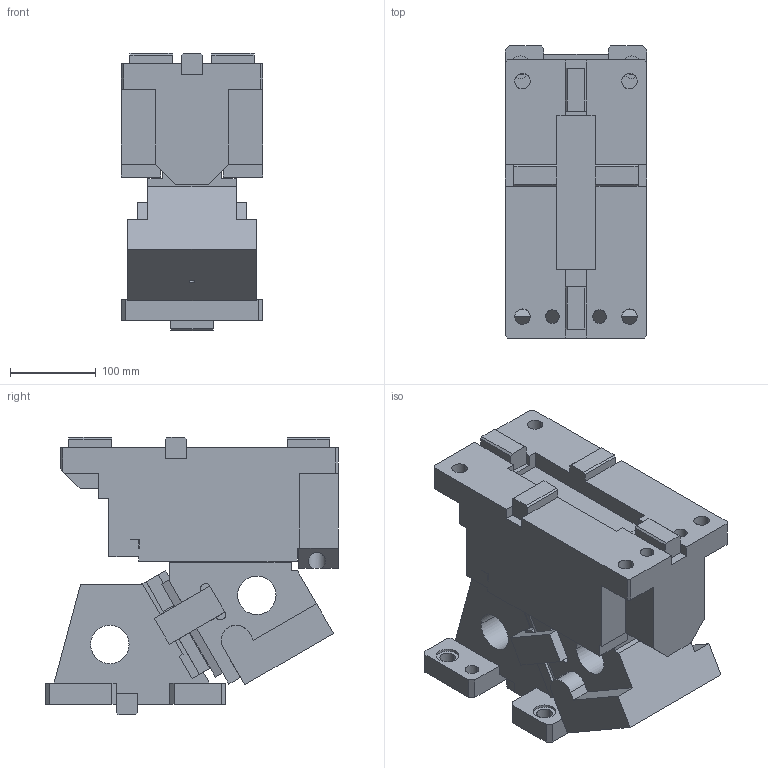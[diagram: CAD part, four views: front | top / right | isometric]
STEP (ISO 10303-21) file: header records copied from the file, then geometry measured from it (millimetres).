
FILE_DESCRIPTION(('CATIA V5 STEP Exchange'),'2;1');
FILE_NAME('CACN_F_150_60.stp','2015-04-24T09:58:03+00:00',('none'),('none'),'CATIA Version 5 Release 19 SP 2 (IN-10)','CATIA V5 STEP AP203','none');
FILE_SCHEMA(('CONFIG_CONTROL_DESIGN'));
Length unit declared in the file: millimetre
Products named in the file (1): CACN_F_150_60
Bounding box: 165 x 342 x 324 mm (x, y, z)
Volume: 8835312.7 mm3; surface area: 692384.8 mm2
Topology: 3 solids, 3 shells, 409 faces, 1173 edges, 773 vertices
Faces by surface type: plane 342, cylinder 65, cone 2
Entity records: 14385 total; most frequent: CARTESIAN_POINT 3944, ORIENTED_EDGE 2342, DIRECTION 1811, EDGE_CURVE 1171, VECTOR 1017, LINE 1017, VERTEX_POINT 773, EDGE_LOOP 450
